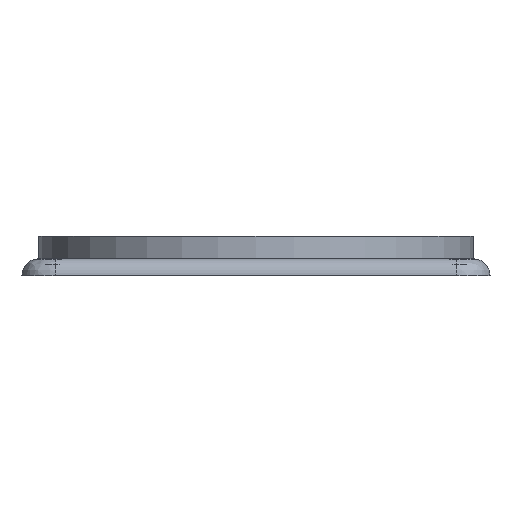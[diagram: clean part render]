
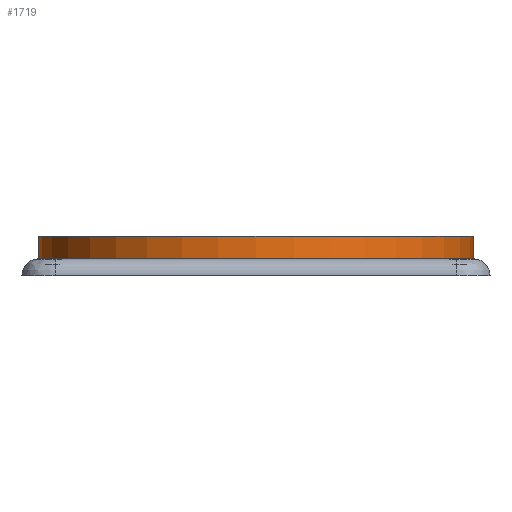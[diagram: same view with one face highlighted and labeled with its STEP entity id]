
A CAD part, left-side view. The second image highlights one B-rep face of the part: STEP entity #1719.
In plain terms, the highlighted cylindrical face has radius 19.5 mm (diameter 39 mm), a full revolution.
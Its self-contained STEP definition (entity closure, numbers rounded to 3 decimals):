
#100=CYLINDRICAL_SURFACE('',#1928,19.5);
#194=FACE_OUTER_BOUND('',#321,.T.);
#321=EDGE_LOOP('',(#1546,#1547,#1548,#1549,#1550,#1551));
#378=CIRCLE('',#1791,19.5);
#389=CIRCLE('',#1807,19.5);
#390=CIRCLE('',#1808,19.5);
#440=CIRCLE('',#1922,19.5);
#561=LINE('',#3048,#684);
#684=VECTOR('',#2455,19.5);
#754=VERTEX_POINT('',#2635);
#770=VERTEX_POINT('',#2703);
#780=VERTEX_POINT('',#2783);
#846=VERTEX_POINT('',#3035);
#942=EDGE_CURVE('',#770,#754,#378,.T.);
#961=EDGE_CURVE('',#780,#770,#389,.T.);
#962=EDGE_CURVE('',#754,#780,#390,.T.);
#1083=EDGE_CURVE('',#846,#846,#440,.T.);
#1089=EDGE_CURVE('',#846,#780,#561,.T.);
#1546=ORIENTED_EDGE('',*,*,#1083,.F.);
#1547=ORIENTED_EDGE('',*,*,#1089,.T.);
#1548=ORIENTED_EDGE('',*,*,#961,.T.);
#1549=ORIENTED_EDGE('',*,*,#942,.T.);
#1550=ORIENTED_EDGE('',*,*,#962,.T.);
#1551=ORIENTED_EDGE('',*,*,#1089,.F.);
#1719=ADVANCED_FACE('',(#194),#100,.T.);
#1791=AXIS2_PLACEMENT_3D('',#2704,#2099,#2100);
#1807=AXIS2_PLACEMENT_3D('',#2784,#2137,#2138);
#1808=AXIS2_PLACEMENT_3D('',#2785,#2139,#2140);
#1922=AXIS2_PLACEMENT_3D('',#3036,#2438,#2439);
#1928=AXIS2_PLACEMENT_3D('',#3047,#2453,#2454);
#2099=DIRECTION('center_axis',(0.,0.,1.));
#2100=DIRECTION('ref_axis',(-1.,0.,0.));
#2137=DIRECTION('center_axis',(0.,0.,1.));
#2138=DIRECTION('ref_axis',(-1.,0.,0.));
#2139=DIRECTION('center_axis',(0.,0.,1.));
#2140=DIRECTION('ref_axis',(-1.,0.,0.));
#2438=DIRECTION('center_axis',(0.,0.,1.));
#2439=DIRECTION('ref_axis',(-1.,0.,0.));
#2453=DIRECTION('center_axis',(0.,0.,-1.));
#2454=DIRECTION('ref_axis',(-1.,0.,0.));
#2455=DIRECTION('',(0.,0.,-1.));
#2635=CARTESIAN_POINT('',(71.5,-10.,28.795));
#2703=CARTESIAN_POINT('',(71.5,29.,28.795));
#2704=CARTESIAN_POINT('Origin',(71.5,9.5,28.795));
#2783=CARTESIAN_POINT('',(91.,9.5,28.795));
#2784=CARTESIAN_POINT('Origin',(71.5,9.5,28.795));
#2785=CARTESIAN_POINT('Origin',(71.5,9.5,28.795));
#3035=CARTESIAN_POINT('',(91.,9.5,30.795));
#3036=CARTESIAN_POINT('Origin',(71.5,9.5,30.795));
#3047=CARTESIAN_POINT('Origin',(71.5,9.5,30.295));
#3048=CARTESIAN_POINT('',(91.,9.5,30.295));
